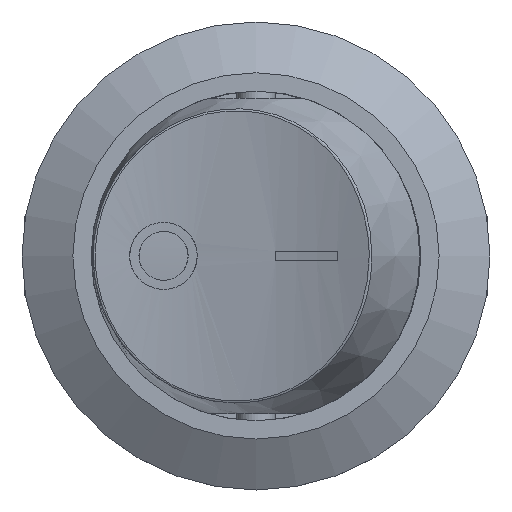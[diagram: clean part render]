
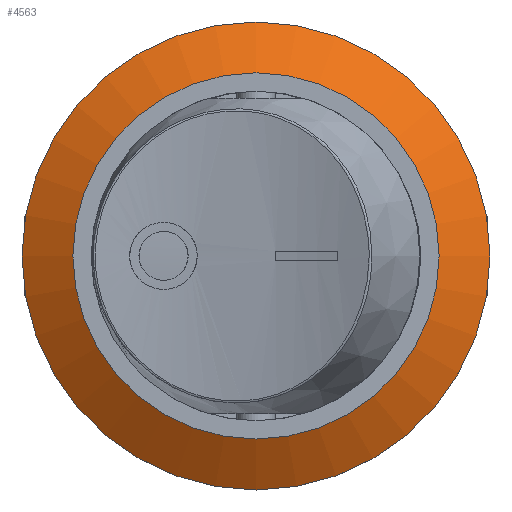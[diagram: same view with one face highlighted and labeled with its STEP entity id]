
A CAD part, top view. The second image highlights one B-rep face of the part: STEP entity #4563.
In plain terms, the highlighted conical face has half-angle 59.036 degrees and reference radius 10.25 mm.
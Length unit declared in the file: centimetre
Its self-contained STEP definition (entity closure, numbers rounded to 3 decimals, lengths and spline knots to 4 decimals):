
#143=CONICAL_SURFACE('',#4842,1.025,1.03);
#423=FACE_OUTER_BOUND('',#683,.T.);
#683=EDGE_LOOP('',(#4119,#4120,#4121,#4122));
#754=CIRCLE('',#4843,1.15);
#755=CIRCLE('',#4844,0.9);
#1249=LINE('',#8118,#1750);
#1750=VECTOR('',#5862,1.025);
#2192=VERTEX_POINT('',#8115);
#2193=VERTEX_POINT('',#8117);
#2841=EDGE_CURVE('',#2192,#2192,#754,.T.);
#2842=EDGE_CURVE('',#2192,#2193,#1249,.T.);
#2843=EDGE_CURVE('',#2193,#2193,#755,.T.);
#4119=ORIENTED_EDGE('',*,*,#2841,.T.);
#4120=ORIENTED_EDGE('',*,*,#2842,.T.);
#4121=ORIENTED_EDGE('',*,*,#2843,.T.);
#4122=ORIENTED_EDGE('',*,*,#2842,.F.);
#4563=ADVANCED_FACE('',(#423),#143,.T.);
#4842=AXIS2_PLACEMENT_3D('',#8114,#5858,#5859);
#4843=AXIS2_PLACEMENT_3D('',#8116,#5860,#5861);
#4844=AXIS2_PLACEMENT_3D('',#8119,#5863,#5864);
#5858=DIRECTION('center_axis',(0.,0.,-1.));
#5859=DIRECTION('ref_axis',(-1.,0.,0.));
#5860=DIRECTION('center_axis',(0.,0.,1.));
#5861=DIRECTION('ref_axis',(-1.,0.,0.));
#5862=DIRECTION('',(-0.857,0.,0.514));
#5863=DIRECTION('center_axis',(0.,0.,-1.));
#5864=DIRECTION('ref_axis',(-1.,0.,0.));
#8114=CARTESIAN_POINT('Origin',(0.,0.,1.585));
#8115=CARTESIAN_POINT('',(1.15,0.,1.51));
#8116=CARTESIAN_POINT('Origin',(0.,0.,1.51));
#8117=CARTESIAN_POINT('',(0.9,0.,1.66));
#8118=CARTESIAN_POINT('',(1.025,0.,1.585));
#8119=CARTESIAN_POINT('Origin',(0.,0.,1.66));
